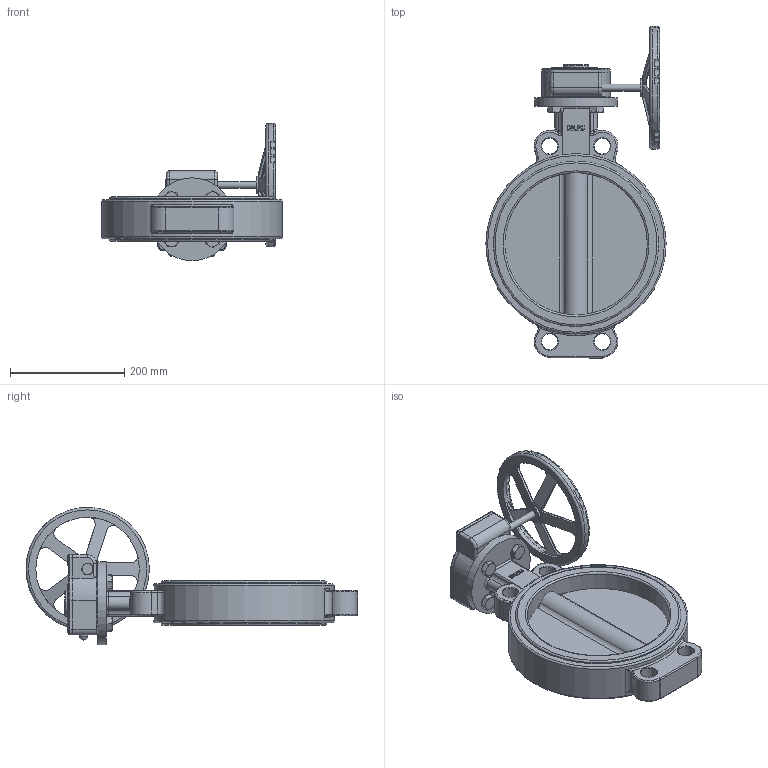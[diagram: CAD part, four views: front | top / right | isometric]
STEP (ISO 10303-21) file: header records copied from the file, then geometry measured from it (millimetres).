
FILE_DESCRIPTION(/* description */ (''),/* implementation_level */ '2;1');
FILE_NAME(/* name */ 'DN250_3D_STEP.stp',/* time_stamp */ '2025-09-24T22:44:52+03:00',/* author */ ('igorr'),/* organization */ (''),/* preprocessor_version */ 'ST-DEVELOPER v20',/* originating_system */ 'Autodesk Inventor 2025',/* authorisation */ '');
FILE_SCHEMA (('AUTOMOTIVE_DESIGN { 1 0 10303 214 3 1 1 }'));
Products named in the file (7): Сборка9; Деталь1; Сборка; Деталь 2; Деталь1_1; BS 4168 - M8 x 16; AS 1110 - M16 x 25
Assembly tree (12 placements, depth 3):
  Сборка9
    Деталь1
    Сборка
      Деталь 2
      Деталь1_1
      BS 4168 - M8 x 16  x4
    AS 1110 - M16 x 25  x4
Bounding box: 316 x 582 x 240.5 mm (x, y, z)
Volume: 4780132 mm3; surface area: 554209.2 mm2
Topology: 12 solids, 12 shells, 1780 faces, 4209 edges, 2507 vertices
Faces by surface type: cylinder 546, plane 545, bspline 348, torus 194, sphere 85, cone 62
Full cylindrical faces by diameter (mm): 5 x6, 6 x2, 8 x8, 8.64 x1, 10 x4, 12 x1, 15 x2, 16 x8, 17 x4, 20 x1, 20.4 x1, 24 x4, 28 x4, 30.24 x1, 32.7 x1, 43 x1, 44 x1, 45 x1, 145 x1, 181.44 x1, 216 x1, 250 x2, 290 x2, 316 x1
Entity records: 62897 total; most frequent: CARTESIAN_POINT 23833, ORIENTED_EDGE 7904, DIRECTION 7501, EDGE_CURVE 3952, AXIS2_PLACEMENT_3D 2915, VERTEX_POINT 2357, EDGE_LOOP 1767, LINE 1671
